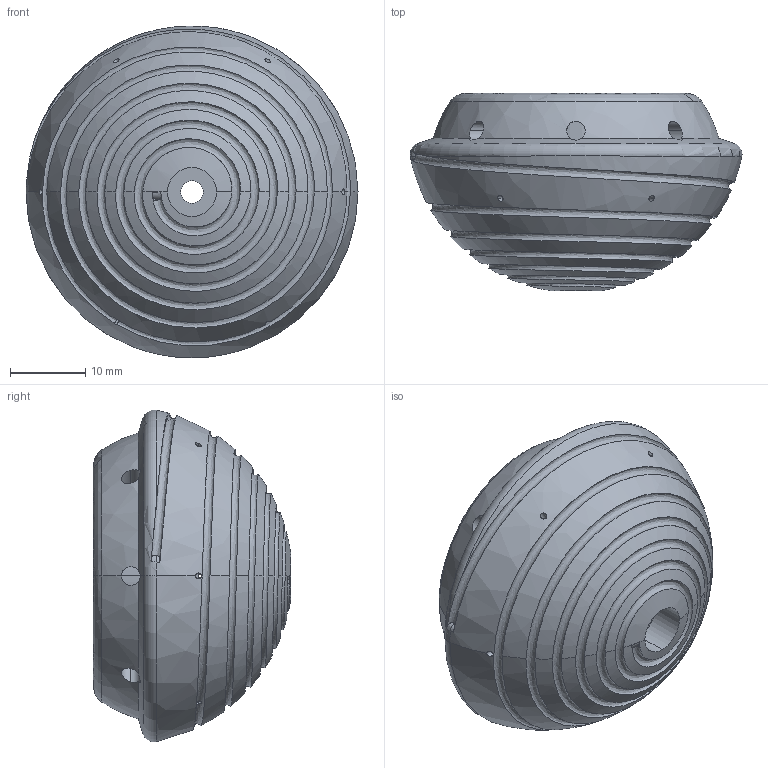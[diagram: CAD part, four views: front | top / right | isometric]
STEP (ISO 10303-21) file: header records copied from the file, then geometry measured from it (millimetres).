
FILE_DESCRIPTION (( 'STEP AP214' ), '1' );
FILE_NAME ('潰聆輸.STEP', '2025-09-11T03:29:13', ( '' ), ( '' ), 'SwSTEP 2.0', 'SolidWorks 2020', '' );
FILE_SCHEMA (( 'AUTOMOTIVE_DESIGN' ));
Length unit declared in the file: millimetre
Products named in the file (1): 潰聆輸
Bounding box: 44.2 x 26.26 x 44.19 mm (x, y, z)
Volume: 17350.7 mm3; surface area: 8946.4 mm2
Topology: 1 solids, 1 shells, 131 faces, 406 edges, 266 vertices
Faces by surface type: cylinder 74, plane 22, sphere 18, torus 10, cone 4, bspline 3
Entity records: 8381 total; most frequent: CARTESIAN_POINT 4804, ORIENTED_EDGE 812, DIRECTION 693, EDGE_CURVE 406, AXIS2_PLACEMENT_3D 303, VERTEX_POINT 266, CIRCLE 174, EDGE_LOOP 154
